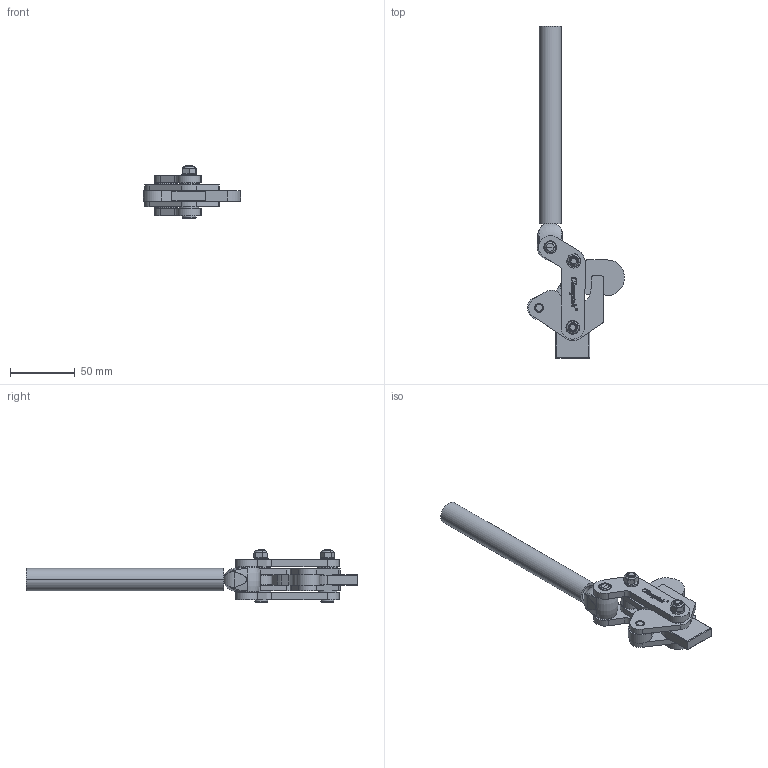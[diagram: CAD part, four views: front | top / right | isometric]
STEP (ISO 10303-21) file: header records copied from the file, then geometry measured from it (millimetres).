
FILE_DESCRIPTION (( 'STEP AP203' ), '1' );
FILE_NAME ('CH-702-C.STEP', '2017-12-08T02:15:53', ( 'Windows' ), ( 'Microsoft' ), 'SwSTEP 2.0', 'SolidWorks 2015', '' );
FILE_SCHEMA (( 'CONFIG_CONTROL_DESIGN' ));
Length unit declared in the file: millimetre
Products named in the file (15): 702-C-01; 02-09; 02-06; 02-05; CH-702-C; 1-4滅侂蹟譫; 02-04-1; 02-13; 02-03; 02-07; 02-08; 02-12; 702-C-10-1; 02-01; DIANPIAN
Assembly tree (23 placements, depth 2):
  CH-702-C
    02-01
    702-C-01
    02-05
    02-04-1
    02-03  x2
    02-06  x2
    1-4滅侂蹟譫  x2
    02-13  x2
    02-07  x2
    02-08
    02-12  x2
    702-C-10-1
    DIANPIAN  x4
    02-09
Bounding box: 74.79 x 255.65 x 40.9 mm (x, y, z)
Volume: 81758.8 mm3; surface area: 53815.1 mm2
Topology: 26 solids, 26 shells, 2945 faces, 8334 edges, 5476 vertices
Faces by surface type: plane 1662, cylinder 972, bspline 202, cone 74, torus 35
Entity records: 76200 total; most frequent: CARTESIAN_POINT 23615, ORIENTED_EDGE 11228, DIRECTION 10035, EDGE_CURVE 5614, VERTEX_POINT 3674, AXIS2_PLACEMENT_3D 3578, LINE 2879, VECTOR 2879
